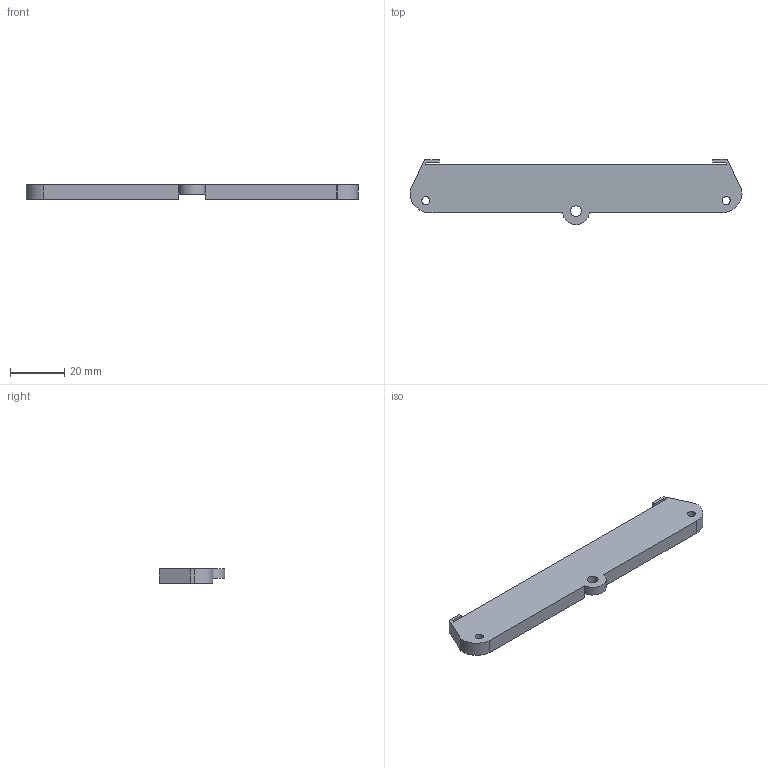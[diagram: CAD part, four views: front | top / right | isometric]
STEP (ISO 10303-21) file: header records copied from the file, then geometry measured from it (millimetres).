
FILE_DESCRIPTION (( 'STEP AP203' ), '1' );
FILE_NAME ('KART YUVASI SERISI - 100 MM PROFIL - KAPAK.STEP', '2019-04-15T11:48:54', ( 'user' ), ( '' ), 'SwSTEP 2.0', 'SolidWorks 2016', '' );
FILE_SCHEMA (( 'CONFIG_CONTROL_DESIGN' ));
Length unit declared in the file: millimetre
Products named in the file (1): KART YUVASI SERISI - 100 MM PROFIL - KAPAK
Bounding box: 122.79 x 24.11 x 5.5 mm (x, y, z)
Volume: 4202.2 mm3; surface area: 8165.9 mm2
Topology: 1 solids, 1 shells, 206 faces, 577 edges, 383 vertices
Faces by surface type: plane 132, cylinder 74
Entity records: 6726 total; most frequent: CARTESIAN_POINT 1167, ORIENTED_EDGE 1154, DIRECTION 1147, EDGE_CURVE 577, VECTOR 421, LINE 421, VERTEX_POINT 383, AXIS2_PLACEMENT_3D 363
